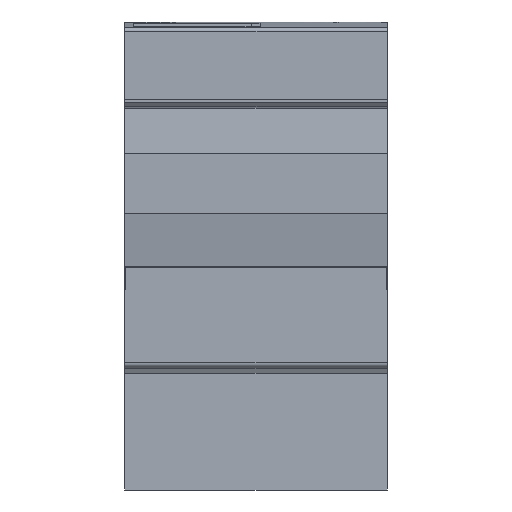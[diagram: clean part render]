
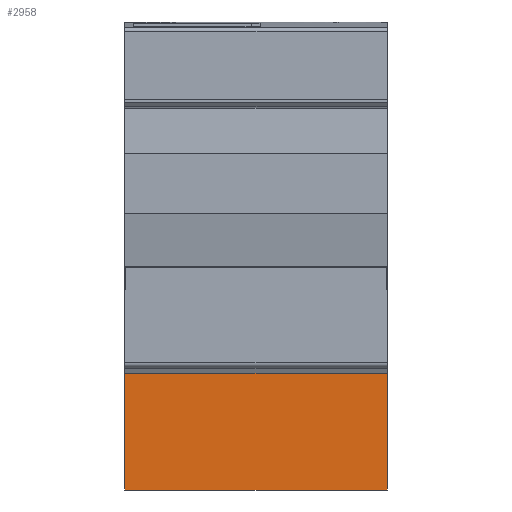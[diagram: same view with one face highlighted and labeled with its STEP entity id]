
A CAD part, front view. The second image highlights one B-rep face of the part: STEP entity #2958.
In plain terms, the highlighted planar face has unit normal (0, -1, 0).
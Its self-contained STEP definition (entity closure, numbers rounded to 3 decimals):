
#2958=ADVANCED_FACE('',(#6040),#6041,.T.);
#6040=FACE_OUTER_BOUND('',#9159,.T.);
#6041=PLANE('',#9160);
#9159=EDGE_LOOP('',(#18635,#18636,#18637,#18638));
#9160=AXIS2_PLACEMENT_3D('',#18639,#18640,#18641);
#18635=ORIENTED_EDGE('',*,*,#21697,.T.);
#18636=ORIENTED_EDGE('',*,*,#22803,.F.);
#18637=ORIENTED_EDGE('',*,*,#22397,.F.);
#18638=ORIENTED_EDGE('',*,*,#22804,.T.);
#18639=CARTESIAN_POINT('',(0.05,5.7,10.0));
#18640=DIRECTION('',(0.0,-1.0,0.0));
#18641=DIRECTION('',(0.0,0.0,1.0));
#21697=EDGE_CURVE('',#26897,#26895,#26898,.T.);
#22397=EDGE_CURVE('',#27955,#27957,#27958,.T.);
#22803=EDGE_CURVE('',#27957,#26895,#28534,.T.);
#22804=EDGE_CURVE('',#27955,#26897,#28535,.T.);
#26895=VERTEX_POINT('',#34594);
#26897=VERTEX_POINT('',#34597);
#26898=LINE('',#34598,#34599);
#27955=VERTEX_POINT('',#36136);
#27957=VERTEX_POINT('',#36139);
#27958=LINE('',#36140,#36141);
#28534=LINE('',#36980,#36981);
#28535=LINE('',#36982,#36983);
#34594=CARTESIAN_POINT('',(44.95,5.7,20.0));
#34597=CARTESIAN_POINT('',(44.95,5.7,0.0));
#34598=CARTESIAN_POINT('',(44.95,5.7,0.0));
#34599=VECTOR('',#39813,1.0);
#36136=CARTESIAN_POINT('',(0.05,5.7,0.0));
#36139=CARTESIAN_POINT('',(0.05,5.7,20.0));
#36140=CARTESIAN_POINT('',(0.05,5.7,0.0));
#36141=VECTOR('',#40442,1.0);
#36980=CARTESIAN_POINT('',(0.05,5.7,20.0));
#36981=VECTOR('',#40763,1.0);
#36982=CARTESIAN_POINT('',(0.05,5.7,0.0));
#36983=VECTOR('',#40764,1.0);
#39813=DIRECTION('',(0.0,0.0,1.0));
#40442=DIRECTION('',(0.0,0.0,1.0));
#40763=DIRECTION('',(1.0,0.0,0.0));
#40764=DIRECTION('',(1.0,0.0,0.0));
